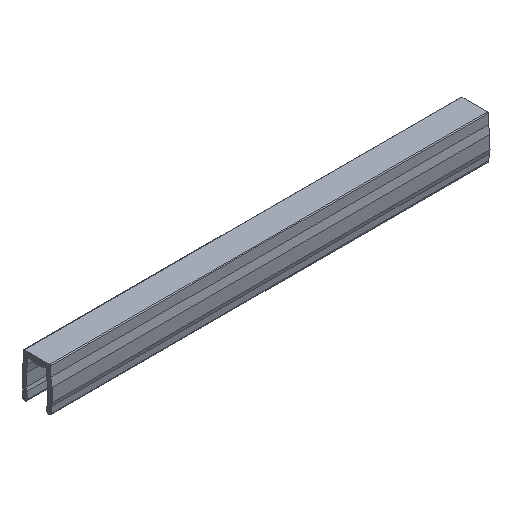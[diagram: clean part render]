
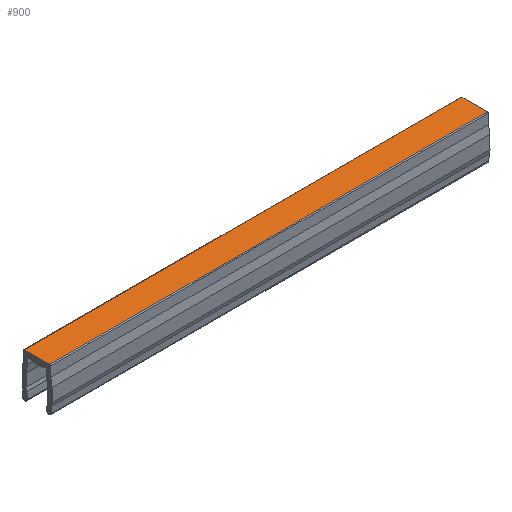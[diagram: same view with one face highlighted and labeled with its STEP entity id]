
A CAD part, isometric view. The second image highlights one B-rep face of the part: STEP entity #900.
In plain terms, the highlighted planar face has unit normal (0, 0, 1).
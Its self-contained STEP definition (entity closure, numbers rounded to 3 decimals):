
#75 = DIRECTION ( 'NONE',  ( 0., -1., 0. ) ) ;
#76 = VECTOR ( 'NONE', #75, 1000. ) ;
#77 = CARTESIAN_POINT ( 'NONE',  ( 0., 2.915, 0. ) ) ;
#78 = LINE ( 'NONE', #77, #76 ) ;
#79 = CARTESIAN_POINT ( 'NONE',  ( 0., -2.915, 0. ) ) ;
#91 = CARTESIAN_POINT ( 'NONE',  ( 100., 2.915, 0. ) ) ;
#92 = CARTESIAN_POINT ( 'NONE',  ( 100., -2.915, 0. ) ) ;
#114 = DIRECTION ( 'NONE',  ( -1., 0., 0. ) ) ;
#115 = VECTOR ( 'NONE', #114, 1000. ) ;
#116 = CARTESIAN_POINT ( 'NONE',  ( 100., 2.915, 0. ) ) ;
#121 = LINE ( 'NONE', #116, #115 ) ;
#122 = CARTESIAN_POINT ( 'NONE',  ( 0., 2.915, 0. ) ) ;
#231 = DIRECTION ( 'NONE',  ( 0., -1., 0. ) ) ;
#232 = VECTOR ( 'NONE', #231, 1000. ) ;
#233 = CARTESIAN_POINT ( 'NONE',  ( 100., 2.915, 0. ) ) ;
#234 = LINE ( 'NONE', #233, #232 ) ;
#268 = DIRECTION ( 'NONE',  ( -1., 0., 0. ) ) ;
#269 = DIRECTION ( 'NONE',  ( 0., 0., -1. ) ) ;
#276 = VECTOR ( 'NONE', #283, 1000. ) ;
#277 = LINE ( 'NONE', #279, #276 ) ;
#278 = AXIS2_PLACEMENT_3D ( 'NONE', #285, #269, #268 ) ;
#279 = CARTESIAN_POINT ( 'NONE',  ( 100., -2.915, 0. ) ) ;
#280 = PLANE ( 'NONE',  #278 ) ;
#282 = FACE_OUTER_BOUND ( 'NONE', #708, .T. ) ;
#283 = DIRECTION ( 'NONE',  ( -1., 0., 0. ) ) ;
#285 = CARTESIAN_POINT ( 'NONE',  ( 100., 2.915, 0. ) ) ;
#700 = VERTEX_POINT ( 'NONE', #91 ) ;
#705 = ORIENTED_EDGE ( 'NONE', *, *, #720, .T. ) ;
#707 = VERTEX_POINT ( 'NONE', #92 ) ;
#708 = EDGE_LOOP ( 'NONE', ( #714, #814, #818, #705 ) ) ;
#709 = EDGE_CURVE ( 'NONE', #718, #710, #78, .T. ) ;
#710 = VERTEX_POINT ( 'NONE', #79 ) ;
#714 = ORIENTED_EDGE ( 'NONE', *, *, #709, .T. ) ;
#718 = VERTEX_POINT ( 'NONE', #122 ) ;
#720 = EDGE_CURVE ( 'NONE', #700, #718, #121, .T. ) ;
#814 = ORIENTED_EDGE ( 'NONE', *, *, #825, .F. ) ;
#815 = EDGE_CURVE ( 'NONE', #700, #707, #234, .T. ) ;
#818 = ORIENTED_EDGE ( 'NONE', *, *, #815, .F. ) ;
#825 = EDGE_CURVE ( 'NONE', #707, #710, #277, .T. ) ;
#900 = ADVANCED_FACE ( 'NONE', ( #282 ), #280, .F. ) ;
